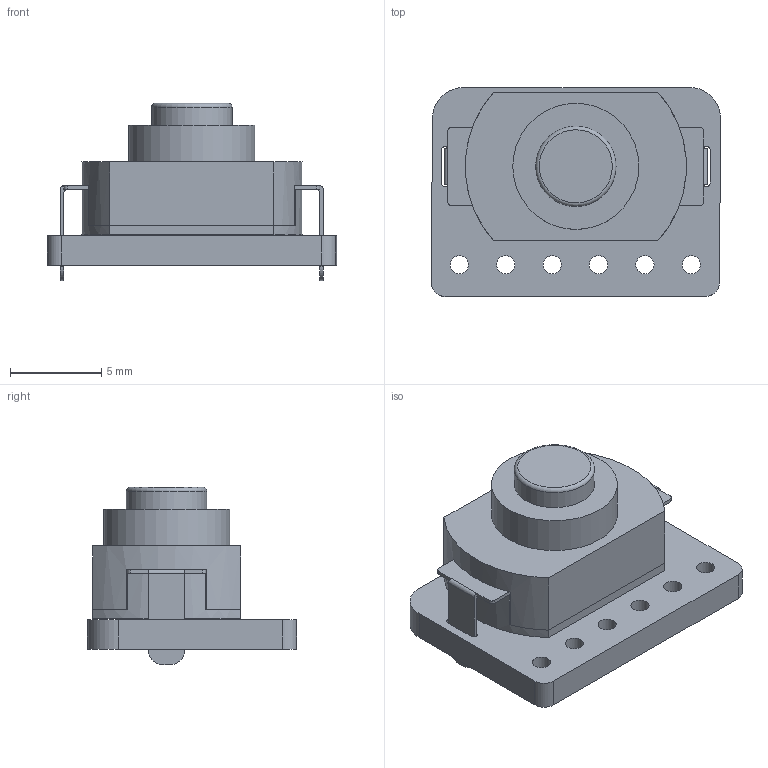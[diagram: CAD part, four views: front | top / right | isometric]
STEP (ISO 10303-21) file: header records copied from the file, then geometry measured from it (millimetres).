
FILE_DESCRIPTION(('KiCad electronic assembly'),'2;1');
FILE_NAME('RGB-Spacer.step','2020-10-11T23:27:23',('An Author'),( 'A Company'),'Open CASCADE STEP processor 6.9', 'KiCad to STEP converter','Unknown');
FILE_SCHEMA(('AUTOMOTIVE_DESIGN { 1 0 10303 214 1 1 1 1 }'));
Length unit declared in the file: millimetre
Products named in the file (4): Open CASCADE STEP translator 6.9 1; SW_KAN-15_PTH; COMPOUND
Assembly tree (3 placements, depth 3):
  Open CASCADE STEP translator 6.9 1
    SW_KAN-15_PTH
      COMPOUND
    COMPOUND
Bounding box: 15.82 x 11.44 x 9.7 mm (x, y, z)
Volume: 731.9 mm3; surface area: 1331.9 mm2
Topology: 6 solids, 6 shells, 86 faces, 214 edges, 141 vertices
Faces by surface type: plane 53, cylinder 32, torus 1
Full cylindrical faces by diameter (mm): 1 x6, 4.4 x1, 6.9 x1
Entity records: 6234 total; most frequent: CARTESIAN_POINT 1725, DIRECTION 844, LINE 466, VECTOR 466, ORIENTED_EDGE 428, PCURVE 428, DEFINITIONAL_REPRESENTATION 428, EDGE_CURVE 214
